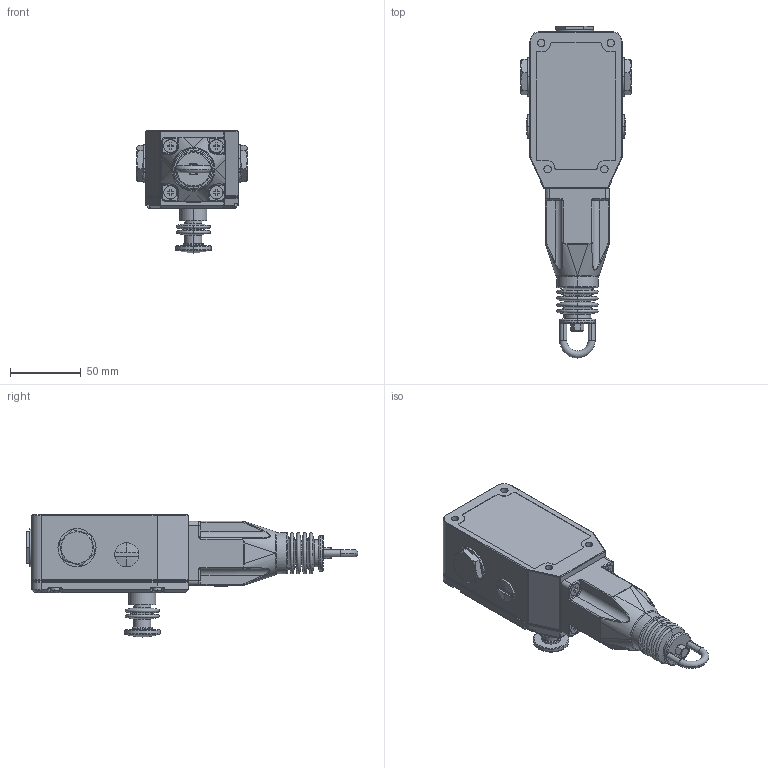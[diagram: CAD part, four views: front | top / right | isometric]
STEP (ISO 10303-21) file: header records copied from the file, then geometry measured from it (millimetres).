
FILE_DESCRIPTION (( 'STEP AP214' ), '1' );
FILE_NAME ('GLS-SS-144004.STEP', '2014-06-19T15:29:16', ( '' ), ( '' ), 'SwSTEP 2.0', 'SolidWorks 2013', '' );
FILE_SCHEMA (( 'AUTOMOTIVE_DESIGN' ));
Length unit declared in the file: millimetre
Products named in the file (1): GLS-SS-144004
Bounding box: 77.6 x 233.8 x 86 mm (x, y, z)
Volume: 497319.4 mm3; surface area: 56028.3 mm2
Topology: 1 solids, 1 shells, 654 faces, 1511 edges, 873 vertices
Faces by surface type: cylinder 224, plane 196, torus 95, sphere 57, bspline 54, cone 28
Entity records: 25972 total; most frequent: CARTESIAN_POINT 5782, DIRECTION 3258, ORIENTED_EDGE 2976, EDGE_CURVE 1488, AXIS2_PLACEMENT_3D 1310, VERTEX_POINT 872, CIRCLE 709, EDGE_LOOP 694
